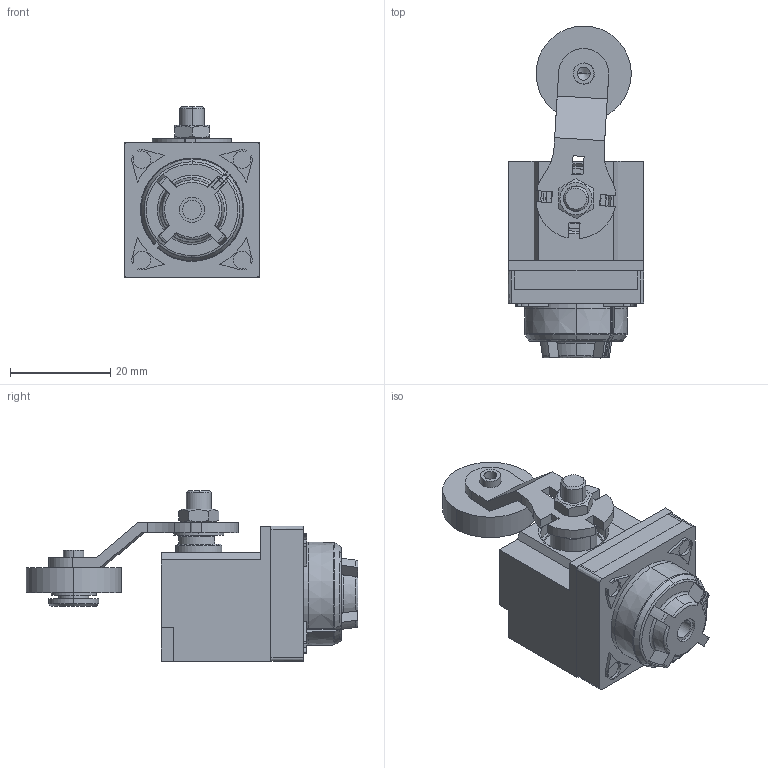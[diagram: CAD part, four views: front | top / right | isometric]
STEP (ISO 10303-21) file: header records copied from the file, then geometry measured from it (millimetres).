
FILE_DESCRIPTION(('STEP AP242'),'1');
FILE_NAME('switch_zckd15.stp','2019-08-06T08:50:39',('TraceParts'),('TraceParts S.A.'),'Spatial InterOp 3D',' ',' ');
FILE_SCHEMA(('AP242_MANAGED_MODEL_BASED_3D_ENGINEERING_MIM_LF {1 0 10303 442 1 1 4}'));
Length unit declared in the file: millimetre
Products named in the file (1): switch_zckd15_1
Bounding box: 27 x 66.2 x 34.1 mm (x, y, z)
Volume: 22587.3 mm3; surface area: 13959.8 mm2
Topology: 10 solids, 10 shells, 430 faces, 1106 edges, 708 vertices
Faces by surface type: plane 145, cylinder 119, cone 85, torus 51, bspline 22, sphere 4, extrusion 4
Entity records: 18028 total; most frequent: CARTESIAN_POINT 7582, ORIENTED_EDGE 2190, DIRECTION 2181, EDGE_CURVE 1095, AXIS2_PLACEMENT_3D 859, VERTEX_POINT 706, EDGE_LOOP 473, VECTOR 463
